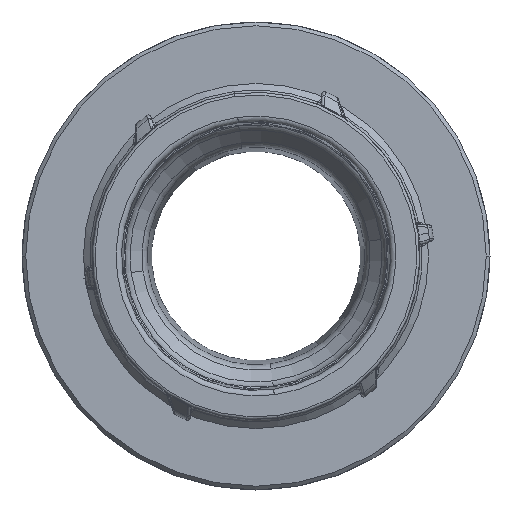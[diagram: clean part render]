
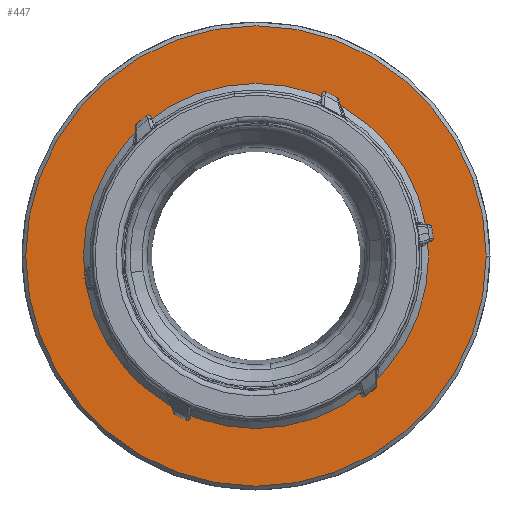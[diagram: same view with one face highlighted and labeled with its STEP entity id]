
A CAD part, front view. The second image highlights one B-rep face of the part: STEP entity #447.
In plain terms, the highlighted planar face has unit normal (0, -1, 0).
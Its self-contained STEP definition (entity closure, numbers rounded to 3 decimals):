
#447=ADVANCED_FACE('',(#1252,#1253),#1254,.F.);
#1252=FACE_OUTER_BOUND('',#2439,.T.);
#1253=FACE_BOUND('',#2440,.T.);
#1254=PLANE('',#2441);
#2439=EDGE_LOOP('',(#5861,#5862));
#2440=EDGE_LOOP('',(#5863,#5864));
#2441=AXIS2_PLACEMENT_3D('',#5865,#5866,#5867);
#5861=ORIENTED_EDGE('',*,*,#8957,.F.);
#5862=ORIENTED_EDGE('',*,*,#8949,.F.);
#5863=ORIENTED_EDGE('',*,*,#8958,.T.);
#5864=ORIENTED_EDGE('',*,*,#8953,.T.);
#5865=CARTESIAN_POINT('',(0.,0.,0.0));
#5866=DIRECTION('',(0.0,1.0,0.0));
#5867=DIRECTION('',(1.0,0.0,-0.0));
#8949=EDGE_CURVE('',#10335,#10337,#10338,.T.);
#8953=EDGE_CURVE('',#10344,#10341,#10345,.T.);
#8957=EDGE_CURVE('',#10337,#10335,#10350,.T.);
#8958=EDGE_CURVE('',#10341,#10344,#10351,.T.);
#10335=VERTEX_POINT('',#12401);
#10337=VERTEX_POINT('',#12404);
#10338=CIRCLE('',#12405,41.85);
#10341=VERTEX_POINT('',#12409);
#10344=VERTEX_POINT('',#12413);
#10345=CIRCLE('',#12414,31.375);
#10350=CIRCLE('',#12420,41.85);
#10351=CIRCLE('',#12421,31.375);
#12401=CARTESIAN_POINT('',(41.85,0.,0.));
#12404=CARTESIAN_POINT('',(-41.85,0.,0.));
#12405=AXIS2_PLACEMENT_3D('',#15569,#15570,#15571);
#12409=CARTESIAN_POINT('',(31.375,0.,0.));
#12413=CARTESIAN_POINT('',(-31.375,0.,0.));
#12414=AXIS2_PLACEMENT_3D('',#15574,#15575,#15576);
#12420=AXIS2_PLACEMENT_3D('',#15581,#15582,#15583);
#12421=AXIS2_PLACEMENT_3D('',#15584,#15585,#15586);
#15569=CARTESIAN_POINT('',(0.0,0.,0.0));
#15570=DIRECTION('',(-0.0,1.0,0.0));
#15571=DIRECTION('',(1.0,0.0,0.0));
#15574=CARTESIAN_POINT('',(0.0,0.,0.0));
#15575=DIRECTION('',(0.0,1.0,0.0));
#15576=DIRECTION('',(-1.0,0.0,0.0));
#15581=CARTESIAN_POINT('',(0.0,0.,0.0));
#15582=DIRECTION('',(-0.0,1.0,0.0));
#15583=DIRECTION('',(1.0,0.0,0.0));
#15584=CARTESIAN_POINT('',(0.0,0.,0.0));
#15585=DIRECTION('',(0.0,1.0,0.0));
#15586=DIRECTION('',(-1.0,0.0,0.0));
